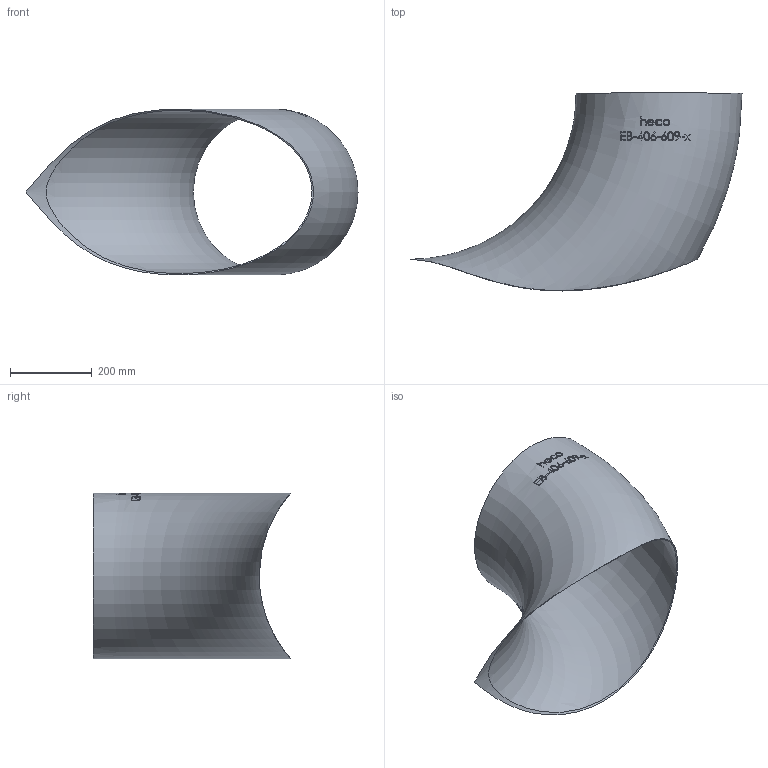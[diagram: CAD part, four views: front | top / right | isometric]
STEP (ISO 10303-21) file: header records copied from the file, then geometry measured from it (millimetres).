
FILE_DESCRIPTION (( 'STEP AP214' ), '1' );
FILE_NAME ('EB-406-609-x Einschweißbogen 1901.STEP', '2019-01-17T14:15:41', ( '' ), ( '' ), 'SwSTEP 2.0', 'SolidWorks 2016', '' );
FILE_SCHEMA (( 'AUTOMOTIVE_DESIGN' ));
Length unit declared in the file: millimetre
Products named in the file (1): EB-406-609-x Einschweißbogen 1901
Bounding box: 813.2 x 484.42 x 406.41 mm (x, y, z)
Volume: 2011052 mm3; surface area: 1362951.7 mm2
Topology: 1 solids, 1 shells, 200 faces, 524 edges, 350 vertices
Faces by surface type: bspline 89, plane 81, torus 29, cylinder 1
Entity records: 12215 total; most frequent: CARTESIAN_POINT 6223, ORIENTED_EDGE 1022, EDGE_CURVE 511, DIRECTION 395, VERTEX_POINT 342, B_SPLINE_CURVE_WITH_KNOTS 340, EDGE_LOOP 229, FACE_OUTER_BOUND 201
